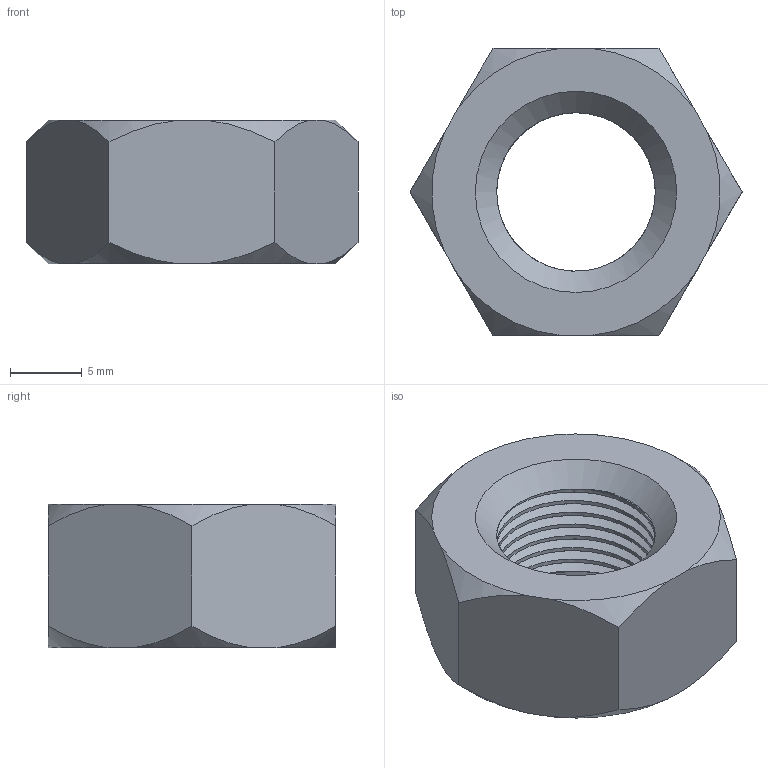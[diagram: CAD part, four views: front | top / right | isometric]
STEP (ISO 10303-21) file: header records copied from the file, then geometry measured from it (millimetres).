
FILE_DESCRIPTION(/* description */ (''),/* implementation_level */ '2;1');
FILE_NAME(/* name */ 'hex_nut.step',/* time_stamp */ '2025-05-17T06:42:05-04:00',/* author */ (''),/* organization */ (''),/* preprocessor_version */ 'ST-DEVELOPER v20.1',/* originating_system */ 'Autodesk Translation Framework v14.4.0.0',/* authorisation */ '');
FILE_SCHEMA (('AUTOMOTIVE_DESIGN { 1 0 10303 214 3 1 1 }'));
Length unit declared in the file: millimetre
Products named in the file (2): hex_nut; hex_nut_1
Assembly tree (1 placements, depth 2):
  hex_nut
    hex_nut_1
Bounding box: 23.09 x 20 x 10 mm (x, y, z)
Volume: 2340.4 mm3; surface area: 1634.6 mm2
Topology: 1 solids, 1 shells, 42 faces, 117 edges, 77 vertices
Faces by surface type: cylinder 16, cone 14, plane 10, bspline 2
Full cylindrical faces by diameter (mm): 11.035 x7, 12.152 x6
Entity records: 3320 total; most frequent: CARTESIAN_POINT 2313, ORIENTED_EDGE 234, DIRECTION 165, EDGE_CURVE 117, VERTEX_POINT 77, AXIS2_PLACEMENT_3D 65, EDGE_LOOP 44, FACE_OUTER_BOUND 42
